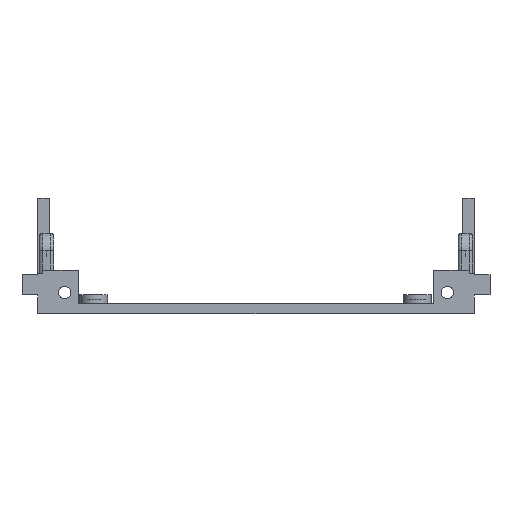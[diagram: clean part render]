
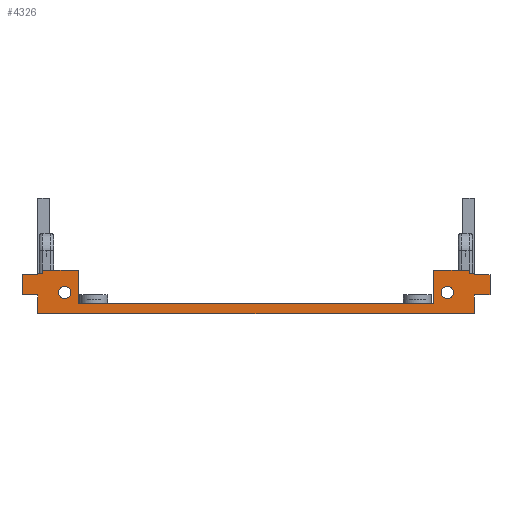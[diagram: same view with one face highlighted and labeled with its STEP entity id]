
A CAD part, front view. The second image highlights one B-rep face of the part: STEP entity #4326.
In plain terms, the highlighted planar face has unit normal (0, -1, 0).
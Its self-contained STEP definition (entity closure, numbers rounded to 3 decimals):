
#201=FACE_BOUND('',#885,.T.);
#202=FACE_BOUND('',#886,.T.);
#332=PLANE('',#4780);
#566=FACE_OUTER_BOUND('',#884,.T.);
#884=EDGE_LOOP('',(#4069,#4070,#4071,#4072,#4073,#4074,#4075,#4076,#4077,
#4078,#4079,#4080,#4081,#4082,#4083,#4084,#4085,#4086,#4087,#4088));
#885=EDGE_LOOP('',(#4089));
#886=EDGE_LOOP('',(#4090));
#908=LINE('',#6127,#1306);
#968=LINE('',#6342,#1366);
#984=LINE('',#6373,#1382);
#1069=LINE('',#6721,#1467);
#1080=LINE('',#6743,#1478);
#1088=LINE('',#6760,#1486);
#1097=LINE('',#6797,#1495);
#1107=LINE('',#6815,#1505);
#1116=LINE('',#6834,#1514);
#1260=LINE('',#7239,#1658);
#1263=LINE('',#7245,#1661);
#1266=LINE('',#7250,#1664);
#1270=LINE('',#7260,#1668);
#1273=LINE('',#7266,#1671);
#1276=LINE('',#7271,#1674);
#1279=LINE('',#7277,#1677);
#1280=LINE('',#7279,#1678);
#1282=LINE('',#7284,#1680);
#1283=LINE('',#7286,#1681);
#1284=LINE('',#7288,#1682);
#1306=VECTOR('',#4828,10.);
#1366=VECTOR('',#5000,10.);
#1382=VECTOR('',#5022,10.);
#1467=VECTOR('',#5429,10.);
#1478=VECTOR('',#5450,10.);
#1486=VECTOR('',#5468,10.);
#1495=VECTOR('',#5513,10.);
#1505=VECTOR('',#5527,10.);
#1514=VECTOR('',#5548,10.);
#1658=VECTOR('',#6004,10.);
#1661=VECTOR('',#6009,10.);
#1664=VECTOR('',#6014,10.);
#1668=VECTOR('',#6026,10.);
#1671=VECTOR('',#6031,10.);
#1674=VECTOR('',#6036,10.);
#1677=VECTOR('',#6043,10.);
#1678=VECTOR('',#6046,10.);
#1680=VECTOR('',#6052,10.);
#1681=VECTOR('',#6055,10.);
#1682=VECTOR('',#6058,10.);
#1882=CIRCLE('',#4754,1.75);
#1885=CIRCLE('',#4759,1.75);
#1919=VERTEX_POINT('',#6124);
#1920=VERTEX_POINT('',#6126);
#2018=VERTEX_POINT('',#6339);
#2019=VERTEX_POINT('',#6341);
#2030=VERTEX_POINT('',#6370);
#2031=VERTEX_POINT('',#6372);
#2132=VERTEX_POINT('',#6718);
#2139=VERTEX_POINT('',#6741);
#2142=VERTEX_POINT('',#6757);
#2143=VERTEX_POINT('',#6759);
#2152=VERTEX_POINT('',#6794);
#2153=VERTEX_POINT('',#6796);
#2159=VERTEX_POINT('',#6814);
#2163=VERTEX_POINT('',#6832);
#2262=VERTEX_POINT('',#7218);
#2265=VERTEX_POINT('',#7227);
#2268=VERTEX_POINT('',#7238);
#2270=VERTEX_POINT('',#7244);
#2273=VERTEX_POINT('',#7259);
#2275=VERTEX_POINT('',#7265);
#2277=VERTEX_POINT('',#7275);
#2278=VERTEX_POINT('',#7282);
#2310=EDGE_CURVE('',#1919,#1920,#908,.T.);
#2413=EDGE_CURVE('',#2018,#2019,#968,.T.);
#2429=EDGE_CURVE('',#2031,#2030,#984,.T.);
#2602=EDGE_CURVE('',#2030,#2132,#1069,.T.);
#2613=EDGE_CURVE('',#2132,#2139,#1080,.T.);
#2621=EDGE_CURVE('',#2143,#2142,#1088,.T.);
#2638=EDGE_CURVE('',#2152,#2153,#1097,.T.);
#2648=EDGE_CURVE('',#2153,#2159,#1107,.T.);
#2657=EDGE_CURVE('',#2163,#2018,#1116,.T.);
#2849=EDGE_CURVE('',#2262,#2262,#1882,.T.);
#2853=EDGE_CURVE('',#2265,#2265,#1885,.T.);
#2857=EDGE_CURVE('',#2268,#1919,#1260,.T.);
#2860=EDGE_CURVE('',#2270,#2268,#1263,.T.);
#2863=EDGE_CURVE('',#2159,#2270,#1266,.T.);
#2868=EDGE_CURVE('',#2139,#2273,#1270,.T.);
#2871=EDGE_CURVE('',#2273,#2275,#1273,.T.);
#2874=EDGE_CURVE('',#2275,#1920,#1276,.T.);
#2877=EDGE_CURVE('',#2142,#2277,#1279,.T.);
#2878=EDGE_CURVE('',#2277,#2031,#1280,.T.);
#2880=EDGE_CURVE('',#2278,#2152,#1282,.T.);
#2881=EDGE_CURVE('',#2019,#2278,#1283,.T.);
#2882=EDGE_CURVE('',#2143,#2163,#1284,.T.);
#4069=ORIENTED_EDGE('',*,*,#2882,.F.);
#4070=ORIENTED_EDGE('',*,*,#2621,.T.);
#4071=ORIENTED_EDGE('',*,*,#2877,.T.);
#4072=ORIENTED_EDGE('',*,*,#2878,.T.);
#4073=ORIENTED_EDGE('',*,*,#2429,.T.);
#4074=ORIENTED_EDGE('',*,*,#2602,.T.);
#4075=ORIENTED_EDGE('',*,*,#2613,.T.);
#4076=ORIENTED_EDGE('',*,*,#2868,.T.);
#4077=ORIENTED_EDGE('',*,*,#2871,.T.);
#4078=ORIENTED_EDGE('',*,*,#2874,.T.);
#4079=ORIENTED_EDGE('',*,*,#2310,.F.);
#4080=ORIENTED_EDGE('',*,*,#2857,.F.);
#4081=ORIENTED_EDGE('',*,*,#2860,.F.);
#4082=ORIENTED_EDGE('',*,*,#2863,.F.);
#4083=ORIENTED_EDGE('',*,*,#2648,.F.);
#4084=ORIENTED_EDGE('',*,*,#2638,.F.);
#4085=ORIENTED_EDGE('',*,*,#2880,.F.);
#4086=ORIENTED_EDGE('',*,*,#2881,.F.);
#4087=ORIENTED_EDGE('',*,*,#2413,.F.);
#4088=ORIENTED_EDGE('',*,*,#2657,.F.);
#4089=ORIENTED_EDGE('',*,*,#2849,.F.);
#4090=ORIENTED_EDGE('',*,*,#2853,.F.);
#4326=ADVANCED_FACE('',(#566,#201,#202),#332,.F.);
#4754=AXIS2_PLACEMENT_3D('',#7220,#5980,#5981);
#4759=AXIS2_PLACEMENT_3D('',#7229,#5991,#5992);
#4780=AXIS2_PLACEMENT_3D('',#7289,#6059,#6060);
#4828=DIRECTION('',(1.,0.,0.));
#5000=DIRECTION('',(-1.,0.,0.));
#5022=DIRECTION('',(-1.,0.,0.));
#5429=DIRECTION('',(0.,0.,1.));
#5450=DIRECTION('',(-1.,0.,0.));
#5468=DIRECTION('',(0.,0.,1.));
#5513=DIRECTION('',(0.,0.,1.));
#5527=DIRECTION('',(1.,0.,0.));
#5548=DIRECTION('',(0.,0.,1.));
#5980=DIRECTION('center_axis',(0.,-1.,0.));
#5981=DIRECTION('ref_axis',(1.,0.,0.));
#5991=DIRECTION('center_axis',(0.,-1.,0.));
#5992=DIRECTION('ref_axis',(1.,0.,0.));
#6004=DIRECTION('',(0.,0.,-1.));
#6009=DIRECTION('',(1.,0.,0.));
#6014=DIRECTION('',(0.,0.,1.));
#6026=DIRECTION('',(0.,0.,1.));
#6031=DIRECTION('',(-1.,0.,0.));
#6036=DIRECTION('',(0.,0.,-1.));
#6043=DIRECTION('',(1.,0.,0.));
#6046=DIRECTION('',(0.,0.,1.));
#6052=DIRECTION('',(1.,0.,0.));
#6055=DIRECTION('',(0.,0.,1.));
#6058=DIRECTION('',(-1.,0.,0.));
#6059=DIRECTION('center_axis',(0.,1.,0.));
#6060=DIRECTION('ref_axis',(1.,0.,0.));
#6124=CARTESIAN_POINT('',(-50.6,0.,2.95));
#6126=CARTESIAN_POINT('',(50.6,0.,2.95));
#6127=CARTESIAN_POINT('',(-58.7,0.,2.95));
#6339=CARTESIAN_POINT('',(-62.1,0.,5.4));
#6341=CARTESIAN_POINT('',(-66.55,0.,5.4));
#6342=CARTESIAN_POINT('',(-62.1,0.,5.4));
#6370=CARTESIAN_POINT('',(62.1,0.,11.15));
#6372=CARTESIAN_POINT('',(66.55,0.,11.15));
#6373=CARTESIAN_POINT('',(66.55,0.,11.15));
#6718=CARTESIAN_POINT('',(62.1,0.,11.6));
#6721=CARTESIAN_POINT('',(62.1,0.,11.15));
#6741=CARTESIAN_POINT('',(60.6,0.,11.6));
#6743=CARTESIAN_POINT('',(62.1,0.,11.6));
#6757=CARTESIAN_POINT('',(62.1,0.,5.4));
#6759=CARTESIAN_POINT('',(62.1,0.,0.));
#6760=CARTESIAN_POINT('',(62.1,0.,0.));
#6794=CARTESIAN_POINT('',(-62.1,0.,11.15));
#6796=CARTESIAN_POINT('',(-62.1,0.,11.6));
#6797=CARTESIAN_POINT('',(-62.1,0.,11.15));
#6814=CARTESIAN_POINT('',(-60.6,0.,11.6));
#6815=CARTESIAN_POINT('',(-62.1,0.,11.6));
#6832=CARTESIAN_POINT('',(-62.1,0.,0.));
#6834=CARTESIAN_POINT('',(-62.1,0.,0.));
#7218=CARTESIAN_POINT('',(52.65,0.,6.11));
#7220=CARTESIAN_POINT('Origin',(54.4,0.,6.11));
#7227=CARTESIAN_POINT('',(-56.15,0.,6.11));
#7229=CARTESIAN_POINT('Origin',(-54.4,0.,6.11));
#7238=CARTESIAN_POINT('',(-50.6,0.,12.45));
#7239=CARTESIAN_POINT('',(-50.6,0.,12.45));
#7244=CARTESIAN_POINT('',(-60.6,0.,12.45));
#7245=CARTESIAN_POINT('',(-60.6,0.,12.45));
#7250=CARTESIAN_POINT('',(-60.6,0.,11.6));
#7259=CARTESIAN_POINT('',(60.6,0.,12.45));
#7260=CARTESIAN_POINT('',(60.6,0.,11.6));
#7265=CARTESIAN_POINT('',(50.6,0.,12.45));
#7266=CARTESIAN_POINT('',(60.6,0.,12.45));
#7271=CARTESIAN_POINT('',(50.6,0.,12.45));
#7275=CARTESIAN_POINT('',(66.55,0.,5.4));
#7277=CARTESIAN_POINT('',(62.1,0.,5.4));
#7279=CARTESIAN_POINT('',(66.55,0.,5.4));
#7282=CARTESIAN_POINT('',(-66.55,0.,11.15));
#7284=CARTESIAN_POINT('',(-66.55,0.,11.15));
#7286=CARTESIAN_POINT('',(-66.55,0.,5.4));
#7288=CARTESIAN_POINT('',(0.,0.,0.));
#7289=CARTESIAN_POINT('Origin',(0.,0.,5.8));
